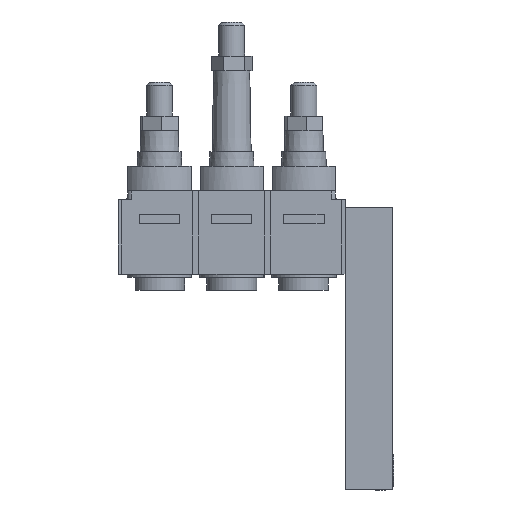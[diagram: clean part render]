
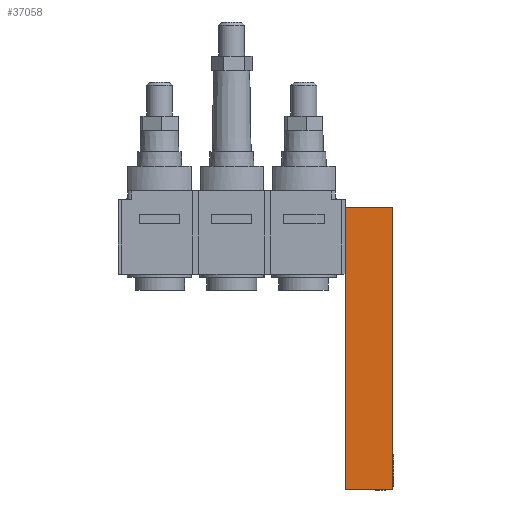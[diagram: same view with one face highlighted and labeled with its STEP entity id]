
A CAD part, front view. The second image highlights one B-rep face of the part: STEP entity #37058.
In plain terms, the highlighted planar face has unit normal (0, -1, 0).
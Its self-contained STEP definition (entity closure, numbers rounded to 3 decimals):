
#8 = DIRECTION ( 'NONE',  ( 1., 0., 0. ) ) ;
#896 = CARTESIAN_POINT ( 'NONE',  ( 134., 13., 44.5 ) ) ;
#1172 = LINE ( 'NONE', #44373, #36520 ) ;
#1282 = ORIENTED_EDGE ( 'NONE', *, *, #26879, .F. ) ;
#2364 = FACE_OUTER_BOUND ( 'NONE', #15727, .T. ) ;
#2764 = ORIENTED_EDGE ( 'NONE', *, *, #5393, .T. ) ;
#5393 = EDGE_CURVE ( 'NONE', #39627, #39349, #9805, .T. ) ;
#6491 = CARTESIAN_POINT ( 'NONE',  ( 105., 13., 3.5 ) ) ;
#7801 = CARTESIAN_POINT ( 'NONE',  ( 134., 13., 44.5 ) ) ;
#8307 = DIRECTION ( 'NONE',  ( 1., 0., 0. ) ) ;
#9805 = LINE ( 'NONE', #10002, #23705 ) ;
#10002 = CARTESIAN_POINT ( 'NONE',  ( 105., 13., 44.5 ) ) ;
#10354 = VERTEX_POINT ( 'NONE', #12286 ) ;
#12286 = CARTESIAN_POINT ( 'NONE',  ( 105., 13., 44.5 ) ) ;
#12860 = ORIENTED_EDGE ( 'NONE', *, *, #34194, .F. ) ;
#14817 = DIRECTION ( 'NONE',  ( 0., 0., -1. ) ) ;
#14988 = VECTOR ( 'NONE', #8307, 1000. ) ;
#15122 = LINE ( 'NONE', #31154, #30608 ) ;
#15158 = DIRECTION ( 'NONE',  ( 0., 0., 1. ) ) ;
#15461 = CARTESIAN_POINT ( 'NONE',  ( 134., 13., 44.5 ) ) ;
#15727 = EDGE_LOOP ( 'NONE', ( #41584, #40226, #21367, #12860, #2764, #1282 ) ) ;
#15824 = CARTESIAN_POINT ( 'NONE',  ( 134., 13., -129.5 ) ) ;
#17209 = VECTOR ( 'NONE', #29493, 1000. ) ;
#18721 = DIRECTION ( 'NONE',  ( 0., 1., 0. ) ) ;
#19661 = VERTEX_POINT ( 'NONE', #15824 ) ;
#19718 = LINE ( 'NONE', #896, #21368 ) ;
#21367 = ORIENTED_EDGE ( 'NONE', *, *, #30055, .F. ) ;
#21368 = VECTOR ( 'NONE', #14817, 1000. ) ;
#23587 = LINE ( 'NONE', #29793, #17209 ) ;
#23705 = VECTOR ( 'NONE', #37882, 1000. ) ;
#24509 = VERTEX_POINT ( 'NONE', #36818 ) ;
#25462 = CARTESIAN_POINT ( 'NONE',  ( 134., 13., -129.5 ) ) ;
#25526 = AXIS2_PLACEMENT_3D ( 'NONE', #15461, #18721, #15158 ) ;
#25910 = PLANE ( 'NONE',  #25526 ) ;
#26853 = DIRECTION ( 'NONE',  ( 0., 0., 1. ) ) ;
#26879 = EDGE_CURVE ( 'NONE', #24509, #39349, #1172, .T. ) ;
#27296 = LINE ( 'NONE', #25462, #14988 ) ;
#29493 = DIRECTION ( 'NONE',  ( 0., 0., 1. ) ) ;
#29793 = CARTESIAN_POINT ( 'NONE',  ( 105., 13., 44.5 ) ) ;
#30055 = EDGE_CURVE ( 'NONE', #10354, #32032, #15122, .T. ) ;
#30608 = VECTOR ( 'NONE', #8, 1000. ) ;
#31114 = CARTESIAN_POINT ( 'NONE',  ( 105., 13., 38. ) ) ;
#31154 = CARTESIAN_POINT ( 'NONE',  ( 134., 13., 44.5 ) ) ;
#32032 = VERTEX_POINT ( 'NONE', #7801 ) ;
#34194 = EDGE_CURVE ( 'NONE', #39627, #10354, #23587, .T. ) ;
#34885 = EDGE_CURVE ( 'NONE', #24509, #19661, #27296, .T. ) ;
#36520 = VECTOR ( 'NONE', #26853, 1000. ) ;
#36818 = CARTESIAN_POINT ( 'NONE',  ( 105., 13., -129.5 ) ) ;
#37058 = ADVANCED_FACE ( 'NONE', ( #2364 ), #25910, .F. ) ;
#37882 = DIRECTION ( 'NONE',  ( 0., 0., -1. ) ) ;
#39349 = VERTEX_POINT ( 'NONE', #6491 ) ;
#39627 = VERTEX_POINT ( 'NONE', #31114 ) ;
#40226 = ORIENTED_EDGE ( 'NONE', *, *, #41731, .F. ) ;
#41584 = ORIENTED_EDGE ( 'NONE', *, *, #34885, .T. ) ;
#41731 = EDGE_CURVE ( 'NONE', #32032, #19661, #19718, .T. ) ;
#44373 = CARTESIAN_POINT ( 'NONE',  ( 105., 13., 44.5 ) ) ;
